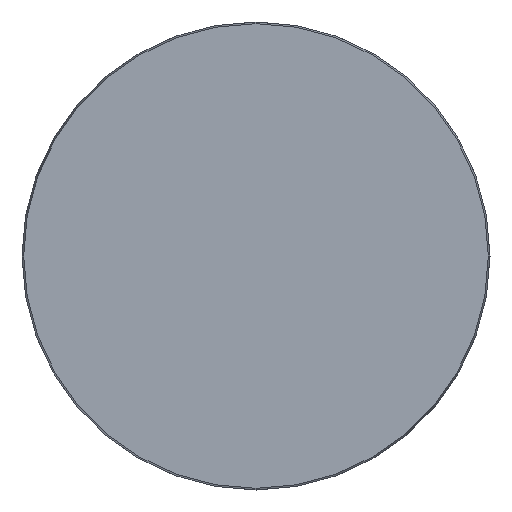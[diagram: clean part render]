
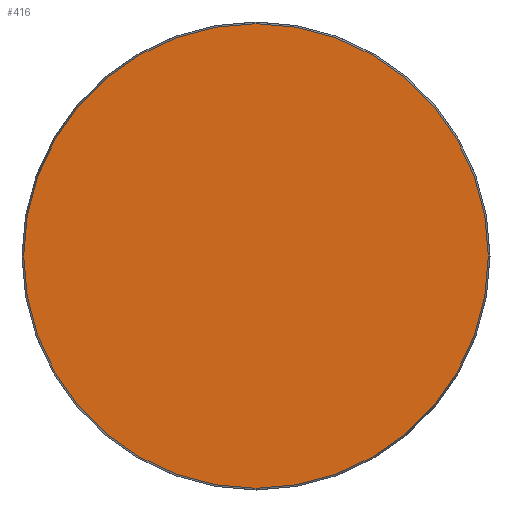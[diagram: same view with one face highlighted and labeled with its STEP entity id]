
A CAD part, front view. The second image highlights one B-rep face of the part: STEP entity #416.
In plain terms, the highlighted planar face has unit normal (0, -1, 0).
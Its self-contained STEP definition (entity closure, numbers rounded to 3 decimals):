
#58 = AXIS2_PLACEMENT_3D ( 'NONE', #411, #332, #453 ) ;
#61 = ORIENTED_EDGE ( 'NONE', *, *, #436, .T. ) ;
#75 = DIRECTION ( 'NONE',  ( 0., 0., 1. ) ) ;
#173 = EDGE_LOOP ( 'NONE', ( #61 ) ) ;
#198 = FACE_OUTER_BOUND ( 'NONE', #173, .T. ) ;
#202 = CARTESIAN_POINT ( 'NONE',  ( -78.425, 0., 0. ) ) ;
#269 = CIRCLE ( 'NONE', #58, 78.425 ) ;
#285 = DIRECTION ( 'NONE',  ( 0., 1., 0. ) ) ;
#294 = PLANE ( 'NONE',  #400 ) ;
#332 = DIRECTION ( 'NONE',  ( 0., -1., 0. ) ) ;
#400 = AXIS2_PLACEMENT_3D ( 'NONE', #202, #285, #75 ) ;
#411 = CARTESIAN_POINT ( 'NONE',  ( 0., 0., 0. ) ) ;
#416 = ADVANCED_FACE ( 'NONE', ( #198 ), #294, .F. ) ;
#436 = EDGE_CURVE ( 'NONE', #517, #517, #269, .T. ) ;
#453 = DIRECTION ( 'NONE',  ( 0., 0., -1. ) ) ;
#513 = CARTESIAN_POINT ( 'NONE',  ( 0., 0., -78.425 ) ) ;
#517 = VERTEX_POINT ( 'NONE', #513 ) ;
